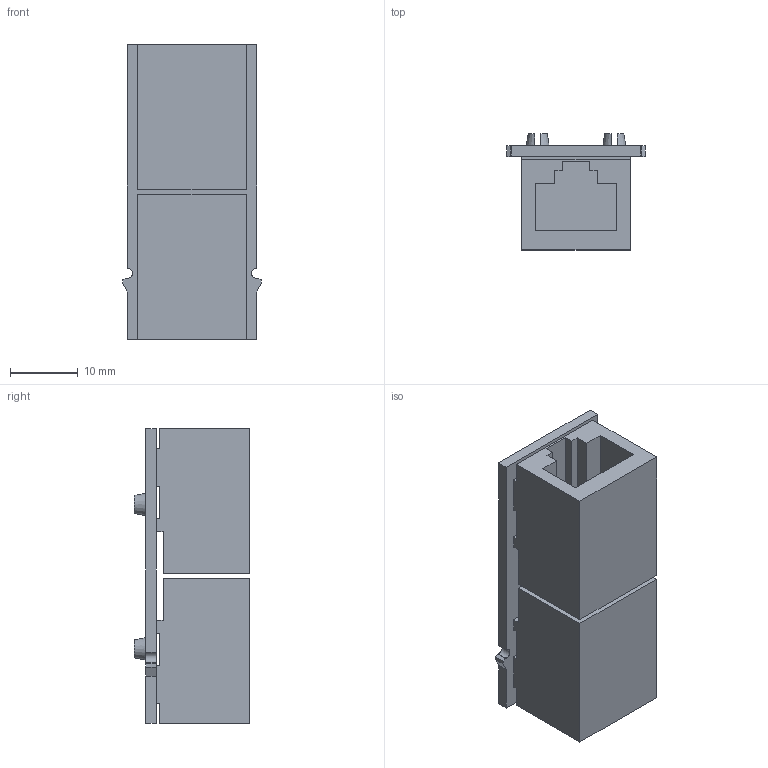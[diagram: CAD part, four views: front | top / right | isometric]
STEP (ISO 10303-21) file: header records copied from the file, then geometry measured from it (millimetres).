
FILE_DESCRIPTION(('CoCreate Modeling STEP Export'),'2;1');
FILE_NAME('CX 8 JF.stp','2009-07-13T10:29:56',(''),(''),'CoCreate Modeling STEP processor for AP214 (Solid Model)','CoCreate Modeling 16.00A 16-Aug-2008 (C) Parametric Technology GmbH','');
FILE_SCHEMA(('AUTOMOTIVE_DESIGN { 1 0 10303 214 1 1 1 1 }'));
Length unit declared in the file: millimetre
Products named in the file (2): CX_8_JF
Assembly tree (1 placements, depth 2):
  CX_8_JF
    CX_8_JF
Bounding box: 20.4 x 17.1 x 43.5 mm (x, y, z)
Volume: 8160.3 mm3; surface area: 6018.7 mm2
Topology: 1 solids, 1 shells, 116 faces, 296 edges, 192 vertices
Faces by surface type: plane 90, cylinder 18, cone 8
Entity records: 4358 total; most frequent: CARTESIAN_POINT 743, ORIENTED_EDGE 592, DIRECTION 470, EDGE_CURVE 296, VECTOR 216, LINE 216, VERTEX_POINT 192, EDGE_LOOP 130
